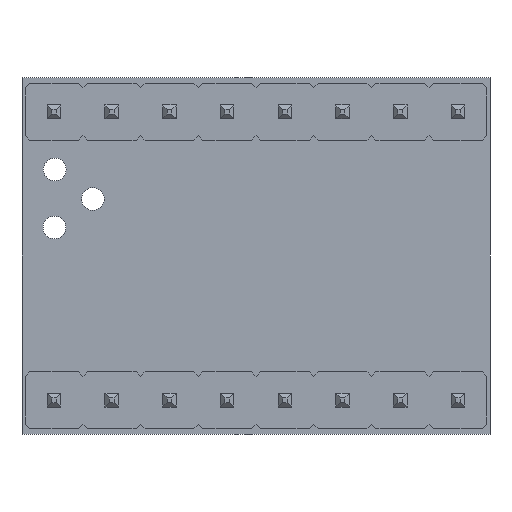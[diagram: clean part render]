
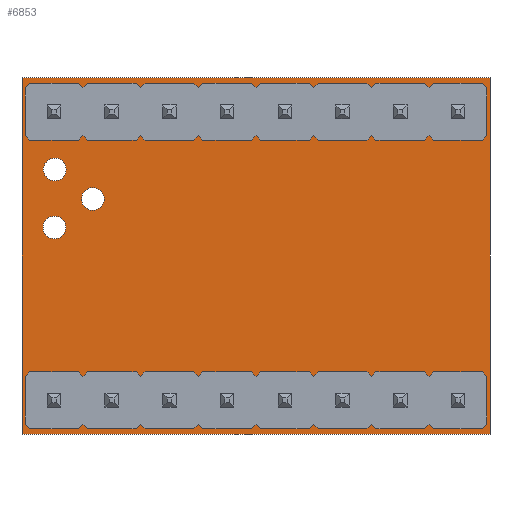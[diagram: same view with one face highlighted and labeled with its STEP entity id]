
A CAD part, front view. The second image highlights one B-rep face of the part: STEP entity #6853.
In plain terms, the highlighted planar face has unit normal (0, -1, 0).
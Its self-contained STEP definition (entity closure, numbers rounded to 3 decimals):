
#58=FACE_BOUND('',#916,.T.);
#59=FACE_BOUND('',#917,.T.);
#60=FACE_BOUND('',#918,.T.);
#98=PLANE('',#7333);
#505=FACE_OUTER_BOUND('',#915,.T.);
#915=EDGE_LOOP('',(#4903,#4904,#4905,#4906));
#916=EDGE_LOOP('',(#4907));
#917=EDGE_LOOP('',(#4908));
#918=EDGE_LOOP('',(#4909));
#1352=LINE('',#9573,#2319);
#1356=LINE('',#9581,#2323);
#1359=LINE('',#9587,#2326);
#1362=LINE('',#9592,#2329);
#2319=VECTOR('',#7766,10.);
#2323=VECTOR('',#7772,10.);
#2326=VECTOR('',#7777,10.);
#2329=VECTOR('',#7782,10.);
#3284=CIRCLE('',#7321,0.5);
#3286=CIRCLE('',#7324,0.5);
#3288=CIRCLE('',#7327,0.5);
#3290=VERTEX_POINT('',#9555);
#3292=VERTEX_POINT('',#9561);
#3294=VERTEX_POINT('',#9567);
#3295=VERTEX_POINT('',#9571);
#3296=VERTEX_POINT('',#9572);
#3299=VERTEX_POINT('',#9580);
#3301=VERTEX_POINT('',#9586);
#3897=EDGE_CURVE('',#3290,#3290,#3284,.T.);
#3900=EDGE_CURVE('',#3292,#3292,#3286,.T.);
#3903=EDGE_CURVE('',#3294,#3294,#3288,.T.);
#3904=EDGE_CURVE('',#3295,#3296,#1352,.T.);
#3908=EDGE_CURVE('',#3299,#3295,#1356,.T.);
#3911=EDGE_CURVE('',#3301,#3299,#1359,.T.);
#3914=EDGE_CURVE('',#3296,#3301,#1362,.T.);
#4903=ORIENTED_EDGE('',*,*,#3914,.F.);
#4904=ORIENTED_EDGE('',*,*,#3904,.F.);
#4905=ORIENTED_EDGE('',*,*,#3908,.F.);
#4906=ORIENTED_EDGE('',*,*,#3911,.F.);
#4907=ORIENTED_EDGE('',*,*,#3897,.T.);
#4908=ORIENTED_EDGE('',*,*,#3900,.T.);
#4909=ORIENTED_EDGE('',*,*,#3903,.T.);
#6853=ADVANCED_FACE('',(#505,#58,#59,#60),#98,.F.);
#7321=AXIS2_PLACEMENT_3D('',#9557,#7748,#7749);
#7324=AXIS2_PLACEMENT_3D('',#9563,#7755,#7756);
#7327=AXIS2_PLACEMENT_3D('',#9569,#7762,#7763);
#7333=AXIS2_PLACEMENT_3D('',#9595,#7786,#7787);
#7748=DIRECTION('center_axis',(0.,1.,0.));
#7749=DIRECTION('ref_axis',(-1.,0.,0.));
#7755=DIRECTION('center_axis',(0.,1.,0.));
#7756=DIRECTION('ref_axis',(-1.,0.,0.));
#7762=DIRECTION('center_axis',(0.,1.,0.));
#7763=DIRECTION('ref_axis',(-1.,0.,0.));
#7766=DIRECTION('',(-1.,0.,0.));
#7772=DIRECTION('',(0.,0.,-1.));
#7777=DIRECTION('',(1.,0.,0.));
#7782=DIRECTION('',(0.,0.,1.));
#7786=DIRECTION('center_axis',(0.,1.,0.));
#7787=DIRECTION('ref_axis',(1.,0.,0.));
#9555=CARTESIAN_POINT('',(1.924,0.,-6.594));
#9557=CARTESIAN_POINT('Origin',(1.424,0.,-6.594));
#9561=CARTESIAN_POINT('',(3.618,0.,-5.341));
#9563=CARTESIAN_POINT('Origin',(3.118,0.,-5.341));
#9567=CARTESIAN_POINT('',(1.94,0.,-4.04));
#9569=CARTESIAN_POINT('Origin',(1.44,0.,-4.04));
#9571=CARTESIAN_POINT('',(20.6,0.,-15.7));
#9572=CARTESIAN_POINT('',(0.,0.,-15.7));
#9573=CARTESIAN_POINT('',(20.6,0.,-15.7));
#9580=CARTESIAN_POINT('',(20.6,0.,0.));
#9581=CARTESIAN_POINT('',(20.6,0.,0.));
#9586=CARTESIAN_POINT('',(0.,0.,0.));
#9587=CARTESIAN_POINT('',(0.,0.,0.));
#9592=CARTESIAN_POINT('',(0.,0.,-15.7));
#9595=CARTESIAN_POINT('Origin',(10.3,0.,-7.85));
